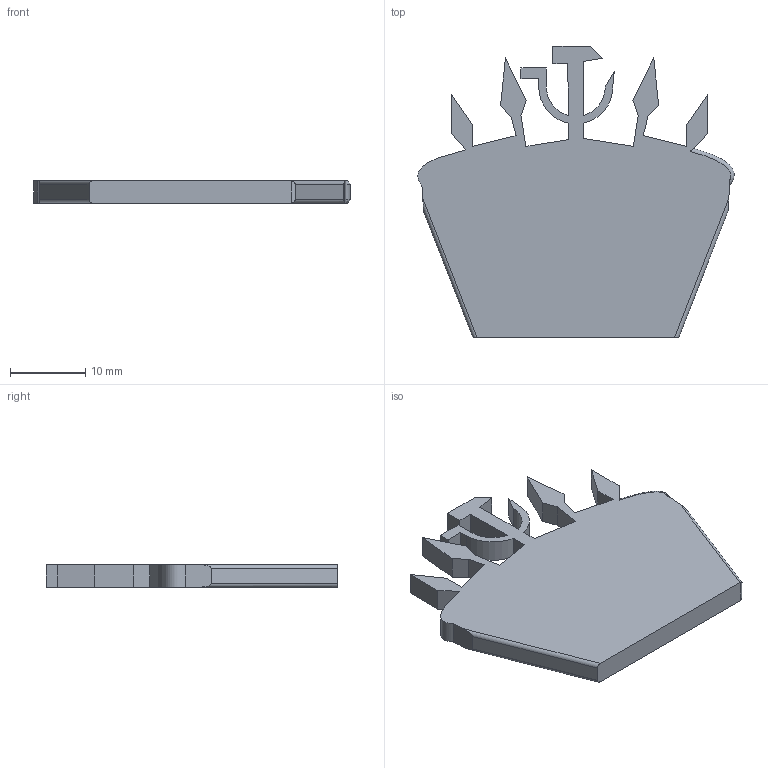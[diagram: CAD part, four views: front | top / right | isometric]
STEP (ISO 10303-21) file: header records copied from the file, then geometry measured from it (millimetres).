
FILE_DESCRIPTION (( 'STEP AP214' ), '1' );
FILE_NAME ('旽-3.STEP', '2025-01-29T13:49:01', ( '' ), ( '' ), 'SwSTEP 2.0', 'SolidWorks 2022', '' );
FILE_SCHEMA (( 'AUTOMOTIVE_DESIGN' ));
Length unit declared in the file: millimetre
Products named in the file (1): МО-3
Bounding box: 42.06 x 38.81 x 3 mm (x, y, z)
Volume: 3128 mm3; surface area: 2857 mm2
Topology: 1 solids, 1 shells, 61 faces, 177 edges, 118 vertices
Faces by surface type: plane 47, cylinder 10, bspline 4
Entity records: 2279 total; most frequent: CARTESIAN_POINT 693, ORIENTED_EDGE 354, DIRECTION 279, EDGE_CURVE 177, LINE 147, VECTOR 147, VERTEX_POINT 118, AXIS2_PLACEMENT_3D 66
